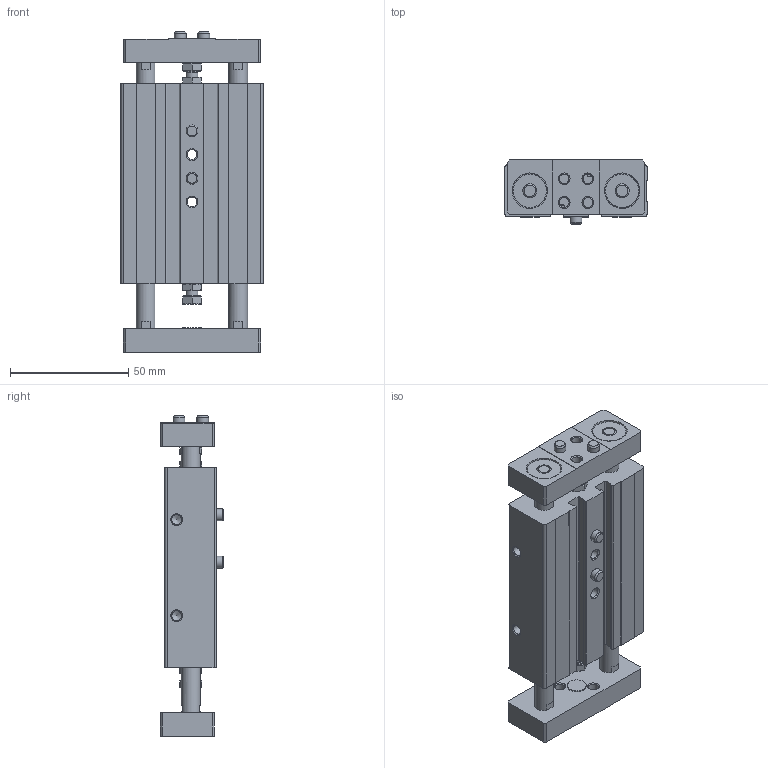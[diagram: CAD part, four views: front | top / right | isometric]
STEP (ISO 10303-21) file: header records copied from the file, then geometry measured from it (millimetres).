
FILE_DESCRIPTION(/* description */ ('STEP AP214'),/* implementation_level */ '2;1');
FILE_NAME(/* name */ '159945_DPZJ-16-10-P-A-S2',/* time_stamp */ '2024-08-21T01:20:49+02:00',/* author */ ('License CC BY-ND 4.0'),/* organization */ ('CADENAS'),/* preprocessor_version */ 'ST-DEVELOPER v19.3',/* originating_system */ 'PARTsolutions',/* authorisation */ ' ');
FILE_SCHEMA (('AUTOMOTIVE_DESIGN {1 0 10303 214 3 1 1}'));
Length unit declared in the file: millimetre
Products named in the file (6): 159945 DPZJ-16-10-P-A-S2---(asm_0); 159945 DPZJ-16-10-P-A-S2---(Z); 159945 DPZJ-16-10-P-A-S2---(K); 150928 ZBS-5; DIN-439-B - M5(F); Hexagon bolt DIN 933 - M5x16
Assembly tree (10 placements, depth 2):
  159945 DPZJ-16-10-P-A-S2---(asm_0)
    159945 DPZJ-16-10-P-A-S2---(Z)
    159945 DPZJ-16-10-P-A-S2---(K)
    150928 ZBS-5  x4
    DIN-439-B - M5(F)  x2
    Hexagon bolt DIN 933 - M5x16  x2
Bounding box: 60 x 27 x 135.6 mm (x, y, z)
Volume: 124998.5 mm3; surface area: 46876.1 mm2
Topology: 10 solids, 10 shells, 340 faces, 827 edges, 529 vertices
Faces by surface type: plane 170, cylinder 98, cone 70, torus 2
Full cylindrical faces by diameter (mm): 3.242 x8, 4.134 x12, 5 x12, 6 x4, 6.88 x2, 7.5 x2, 8 x10, 14 x4, 15 x4, 16 x4
Entity records: 8240 total; most frequent: CARTESIAN_POINT 1497, DIRECTION 1404, ORIENTED_EDGE 1184, EDGE_CURVE 592, AXIS2_PLACEMENT_3D 543, FACE_BOUND 454, VERTEX_POINT 444, EDGE_LOOP 444
